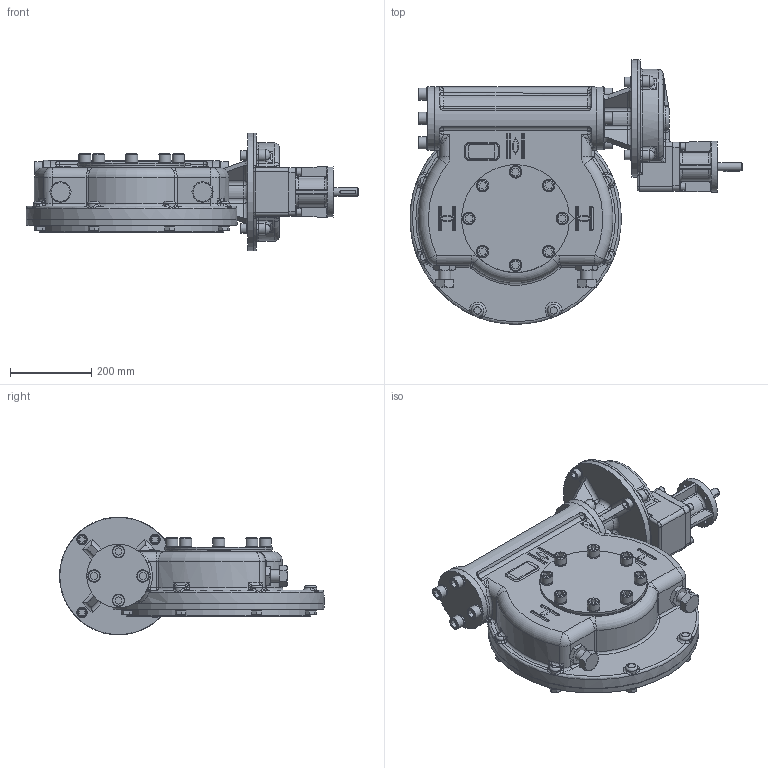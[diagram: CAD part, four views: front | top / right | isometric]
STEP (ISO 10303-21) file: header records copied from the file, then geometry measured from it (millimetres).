
FILE_DESCRIPTION(/* description */ ('Unknown'),/* implementation_level */ '2;1');
FILE_NAME(/* name */ 'PUB-IW82FBIRS-F10-F25',/* time_stamp */ '2016-07-11T13:50:54+01:00',/* author */ ('Unknown'),/* organization */ ('Unknown'),/* preprocessor_version */ 'ST-DEVELOPER v16',/* originating_system */ 'DEX',/* authorisation */ $);
FILE_SCHEMA (('AUTOMOTIVE_DESIGN {1 0 10303 214 3 1 1}'));
Products named in the file (1): PUB-IW82FBIRS-F10-F25
Bounding box: 817.13 x 650.94 x 289.28 mm (x, y, z)
Surface area: 1488347.7 mm2 (no closed solid volume)
Topology: 0 solids, 116 shells, 1333 faces, 4742 edges, 3442 vertices
Faces by surface type: plane 554, cylinder 321, bspline 148, torus 134, cone 128, sphere 48
Full cylindrical faces by diameter (mm): 10.5 x4, 13.835 x8, 17 x8, 18 x4, 19 x4, 20 x1, 24 x4, 30 x18, 30.7 x16, 50 x1, 70.05 x1, 125 x1, 155 x1, 195 x1, 260 x1, 289 x1, 454.5 x1
Entity records: 71681 total; most frequent: CARTESIAN_POINT 34814, ORIENTED_EDGE 6978, DIRECTION 6761, EDGE_CURVE 4463, VERTEX_POINT 3392, AXIS2_PLACEMENT_3D 2396, LINE 1969, VECTOR 1969
